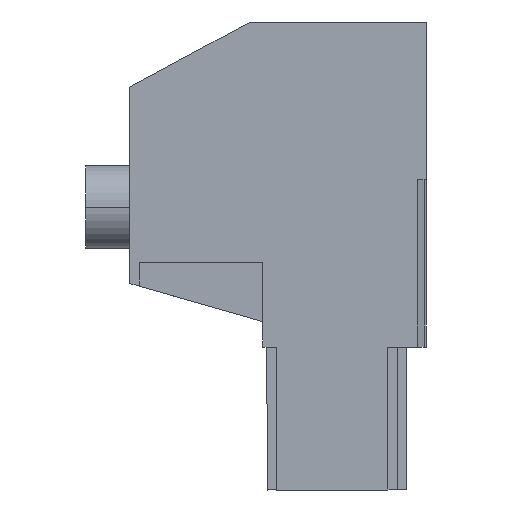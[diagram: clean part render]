
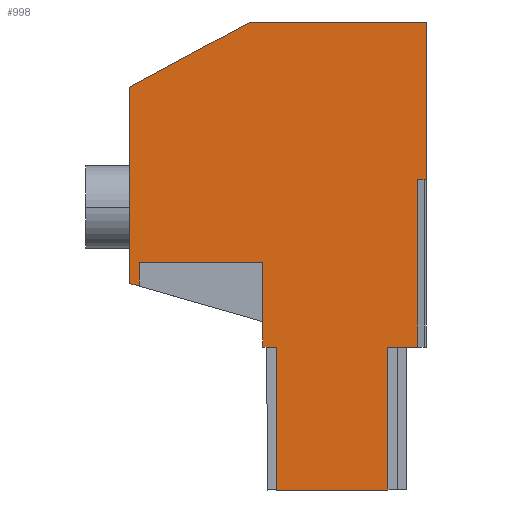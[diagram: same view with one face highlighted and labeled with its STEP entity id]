
A CAD part, left-side view. The second image highlights one B-rep face of the part: STEP entity #998.
In plain terms, the highlighted planar face has unit normal (-1, 0, 0).
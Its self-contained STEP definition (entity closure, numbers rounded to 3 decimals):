
#899=AXIS2_PLACEMENT_3D('Plane Axis2P3D',#896,#897,#898) ;
#91=CARTESIAN_POINT('Vertex',(0.,0.915,14.6)) ;
#94=CARTESIAN_POINT('Line Origine',(0.,2.419,14.6)) ;
#98=CARTESIAN_POINT('Vertex',(0.,3.923,14.6)) ;
#548=CARTESIAN_POINT('Vertex',(0.,0.,47.8)) ;
#551=CARTESIAN_POINT('Line Origine',(0.,0.,39.75)) ;
#555=CARTESIAN_POINT('Vertex',(0.,0.,31.7)) ;
#881=CARTESIAN_POINT('Vertex',(0.,0.915,31.7)) ;
#884=CARTESIAN_POINT('Line Origine',(0.,0.915,23.15)) ;
#896=CARTESIAN_POINT('Axis2P3D Location',(0.,2.,14.6)) ;
#901=CARTESIAN_POINT('Line Origine',(0.,9.6,0.)) ;
#905=CARTESIAN_POINT('Vertex',(0.,3.923,0.)) ;
#907=CARTESIAN_POINT('Vertex',(0.,15.277,0.)) ;
#910=CARTESIAN_POINT('Line Origine',(0.,3.923,7.3)) ;
#915=CARTESIAN_POINT('Line Origine',(0.,0.458,31.7)) ;
#920=CARTESIAN_POINT('Line Origine',(0.,9.,47.8)) ;
#924=CARTESIAN_POINT('Vertex',(0.,18.,47.8)) ;
#927=CARTESIAN_POINT('Line Origine',(0.,24.15,44.475)) ;
#931=CARTESIAN_POINT('Vertex',(0.,30.3,41.15)) ;
#934=CARTESIAN_POINT('Line Origine',(0.,30.3,31.125)) ;
#938=CARTESIAN_POINT('Vertex',(0.,30.3,21.1)) ;
#941=CARTESIAN_POINT('Line Origine',(0.,29.8,20.957)) ;
#945=CARTESIAN_POINT('Vertex',(0.,29.3,20.813)) ;
#948=CARTESIAN_POINT('Line Origine',(0.,29.3,22.032)) ;
#952=CARTESIAN_POINT('Vertex',(0.,29.3,23.25)) ;
#955=CARTESIAN_POINT('Line Origine',(0.,23.,23.25)) ;
#959=CARTESIAN_POINT('Vertex',(0.,16.7,23.25)) ;
#962=CARTESIAN_POINT('Line Origine',(0.,16.7,18.925)) ;
#966=CARTESIAN_POINT('Vertex',(0.,16.7,14.6)) ;
#969=CARTESIAN_POINT('Line Origine',(0.,15.989,14.6)) ;
#973=CARTESIAN_POINT('Vertex',(0.,15.277,14.6)) ;
#976=CARTESIAN_POINT('Line Origine',(0.,15.277,7.3)) ;
#95=DIRECTION('Vector Direction',(0.,1.,0.)) ;
#552=DIRECTION('Vector Direction',(0.,0.,-1.)) ;
#885=DIRECTION('Vector Direction',(0.,0.,1.)) ;
#897=DIRECTION('Axis2P3D Direction',(-1.,0.,0.)) ;
#898=DIRECTION('Axis2P3D XDirection',(0.,1.,0.)) ;
#902=DIRECTION('Vector Direction',(0.,1.,0.)) ;
#911=DIRECTION('Vector Direction',(0.,0.,-1.)) ;
#916=DIRECTION('Vector Direction',(0.,1.,0.)) ;
#921=DIRECTION('Vector Direction',(0.,-1.,0.)) ;
#928=DIRECTION('Vector Direction',(0.,-0.88,0.476)) ;
#935=DIRECTION('Vector Direction',(0.,0.,1.)) ;
#942=DIRECTION('Vector Direction',(0.,0.961,0.276)) ;
#949=DIRECTION('Vector Direction',(0.,0.,-1.)) ;
#956=DIRECTION('Vector Direction',(0.,-1.,0.)) ;
#963=DIRECTION('Vector Direction',(0.,0.,-1.)) ;
#970=DIRECTION('Vector Direction',(0.,1.,0.)) ;
#977=DIRECTION('Vector Direction',(0.,0.,-1.)) ;
#96=VECTOR('Line Direction',#95,1.) ;
#553=VECTOR('Line Direction',#552,1.) ;
#886=VECTOR('Line Direction',#885,1.) ;
#903=VECTOR('Line Direction',#902,1.) ;
#912=VECTOR('Line Direction',#911,1.) ;
#917=VECTOR('Line Direction',#916,1.) ;
#922=VECTOR('Line Direction',#921,1.) ;
#929=VECTOR('Line Direction',#928,1.) ;
#936=VECTOR('Line Direction',#935,1.) ;
#943=VECTOR('Line Direction',#942,1.) ;
#950=VECTOR('Line Direction',#949,1.) ;
#957=VECTOR('Line Direction',#956,1.) ;
#964=VECTOR('Line Direction',#963,1.) ;
#971=VECTOR('Line Direction',#970,1.) ;
#978=VECTOR('Line Direction',#977,1.) ;
#982=ORIENTED_EDGE('',*,*,#909,.F.) ;
#983=ORIENTED_EDGE('',*,*,#914,.F.) ;
#984=ORIENTED_EDGE('',*,*,#100,.F.) ;
#985=ORIENTED_EDGE('',*,*,#888,.T.) ;
#986=ORIENTED_EDGE('',*,*,#919,.F.) ;
#987=ORIENTED_EDGE('',*,*,#557,.F.) ;
#988=ORIENTED_EDGE('',*,*,#926,.F.) ;
#989=ORIENTED_EDGE('',*,*,#933,.F.) ;
#990=ORIENTED_EDGE('',*,*,#940,.F.) ;
#991=ORIENTED_EDGE('',*,*,#947,.F.) ;
#992=ORIENTED_EDGE('',*,*,#954,.F.) ;
#993=ORIENTED_EDGE('',*,*,#961,.F.) ;
#994=ORIENTED_EDGE('',*,*,#968,.T.) ;
#995=ORIENTED_EDGE('',*,*,#975,.F.) ;
#996=ORIENTED_EDGE('',*,*,#980,.T.) ;
#998=ADVANCED_FACE('HOUSING',(#997),#900,.T.) ;
#100=EDGE_CURVE('',#92,#99,#97,.T.) ;
#557=EDGE_CURVE('',#549,#556,#554,.T.) ;
#888=EDGE_CURVE('',#92,#882,#887,.T.) ;
#909=EDGE_CURVE('',#906,#908,#904,.T.) ;
#914=EDGE_CURVE('',#99,#906,#913,.T.) ;
#919=EDGE_CURVE('',#556,#882,#918,.T.) ;
#926=EDGE_CURVE('',#925,#549,#923,.T.) ;
#933=EDGE_CURVE('',#932,#925,#930,.T.) ;
#940=EDGE_CURVE('',#939,#932,#937,.T.) ;
#947=EDGE_CURVE('',#946,#939,#944,.T.) ;
#954=EDGE_CURVE('',#953,#946,#951,.T.) ;
#961=EDGE_CURVE('',#960,#953,#958,.F.) ;
#968=EDGE_CURVE('',#960,#967,#965,.T.) ;
#975=EDGE_CURVE('',#974,#967,#972,.T.) ;
#980=EDGE_CURVE('',#974,#908,#979,.T.) ;
#981=EDGE_LOOP('',(#982,#983,#984,#985,#986,#987,#988,#989,#990,#991,#992,#993,#994,#995,#996)) ;
#997=FACE_OUTER_BOUND('',#981,.T.) ;
#97=LINE('Line',#94,#96) ;
#554=LINE('Line',#551,#553) ;
#887=LINE('Line',#884,#886) ;
#904=LINE('Line',#901,#903) ;
#913=LINE('Line',#910,#912) ;
#918=LINE('Line',#915,#917) ;
#923=LINE('Line',#920,#922) ;
#930=LINE('Line',#927,#929) ;
#937=LINE('Line',#934,#936) ;
#944=LINE('Line',#941,#943) ;
#951=LINE('Line',#948,#950) ;
#958=LINE('Line',#955,#957) ;
#965=LINE('Line',#962,#964) ;
#972=LINE('Line',#969,#971) ;
#979=LINE('Line',#976,#978) ;
#900=PLANE('',#899) ;
#92=VERTEX_POINT('',#91) ;
#99=VERTEX_POINT('',#98) ;
#549=VERTEX_POINT('',#548) ;
#556=VERTEX_POINT('',#555) ;
#882=VERTEX_POINT('',#881) ;
#906=VERTEX_POINT('',#905) ;
#908=VERTEX_POINT('',#907) ;
#925=VERTEX_POINT('',#924) ;
#932=VERTEX_POINT('',#931) ;
#939=VERTEX_POINT('',#938) ;
#946=VERTEX_POINT('',#945) ;
#953=VERTEX_POINT('',#952) ;
#960=VERTEX_POINT('',#959) ;
#967=VERTEX_POINT('',#966) ;
#974=VERTEX_POINT('',#973) ;
